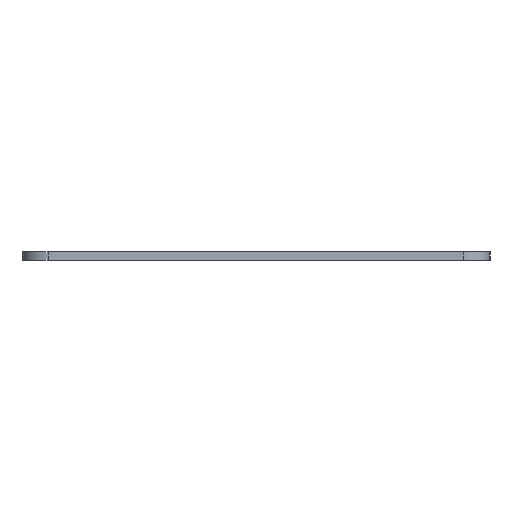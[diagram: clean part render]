
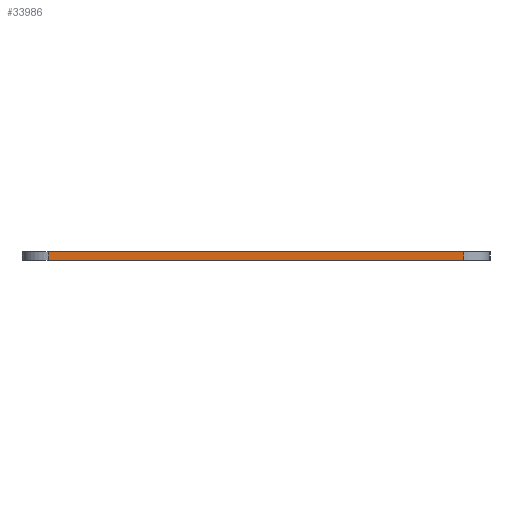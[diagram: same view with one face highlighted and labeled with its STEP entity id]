
A CAD part, left-side view. The second image highlights one B-rep face of the part: STEP entity #33986.
In plain terms, the highlighted planar face has unit normal (-1, 0, 0).
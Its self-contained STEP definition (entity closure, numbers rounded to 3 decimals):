
#84 = PLANE('',#85);
#85 = AXIS2_PLACEMENT_3D('',#86,#87,#88);
#86 = CARTESIAN_POINT('',(189.75,-51.75,1.6));
#87 = DIRECTION('',(0.,0.,1.));
#88 = DIRECTION('',(1.,0.,0.));
#139 = PLANE('',#140);
#140 = AXIS2_PLACEMENT_3D('',#141,#142,#143);
#141 = CARTESIAN_POINT('',(189.75,-51.75,0.));
#142 = DIRECTION('',(0.,0.,1.));
#143 = DIRECTION('',(1.,0.,0.));
#172 = CYLINDRICAL_SURFACE('',#173,5.);
#173 = AXIS2_PLACEMENT_3D('',#174,#175,#176);
#174 = CARTESIAN_POINT('',(16.5,-91.5,0.));
#175 = DIRECTION('',(0.,0.,-1.));
#176 = DIRECTION('',(1.,0.,0.));
#361 = VERTEX_POINT('',#362);
#362 = CARTESIAN_POINT('',(11.5,-12.,0.));
#377 = CYLINDRICAL_SURFACE('',#378,5.);
#378 = AXIS2_PLACEMENT_3D('',#379,#380,#381);
#379 = CARTESIAN_POINT('',(16.5,-12.,0.));
#380 = DIRECTION('',(0.,0.,-1.));
#381 = DIRECTION('',(1.,0.,0.));
#389 = EDGE_CURVE('',#361,#390,#392,.T.);
#390 = VERTEX_POINT('',#391);
#391 = CARTESIAN_POINT('',(11.5,-91.5,0.));
#392 = SURFACE_CURVE('',#393,(#397,#404),.PCURVE_S1.);
#393 = LINE('',#394,#395);
#394 = CARTESIAN_POINT('',(11.5,-12.,0.));
#395 = VECTOR('',#396,1.);
#396 = DIRECTION('',(0.,-1.,0.));
#397 = PCURVE('',#139,#398);
#398 = DEFINITIONAL_REPRESENTATION('',(#399),#403);
#399 = LINE('',#400,#401);
#400 = CARTESIAN_POINT('',(-178.25,39.75));
#401 = VECTOR('',#402,1.);
#402 = DIRECTION('',(0.,-1.));
#403 = ( GEOMETRIC_REPRESENTATION_CONTEXT(2) 
PARAMETRIC_REPRESENTATION_CONTEXT() REPRESENTATION_CONTEXT('2D SPACE',''
  ) );
#404 = PCURVE('',#405,#410);
#405 = PLANE('',#406);
#406 = AXIS2_PLACEMENT_3D('',#407,#408,#409);
#407 = CARTESIAN_POINT('',(11.5,-12.,0.));
#408 = DIRECTION('',(1.,0.,0.));
#409 = DIRECTION('',(0.,-1.,0.));
#410 = DEFINITIONAL_REPRESENTATION('',(#411),#415);
#411 = LINE('',#412,#413);
#412 = CARTESIAN_POINT('',(0.,0.));
#413 = VECTOR('',#414,1.);
#414 = DIRECTION('',(1.,0.));
#415 = ( GEOMETRIC_REPRESENTATION_CONTEXT(2) 
PARAMETRIC_REPRESENTATION_CONTEXT() REPRESENTATION_CONTEXT('2D SPACE',''
  ) );
#18766 = VERTEX_POINT('',#18767);
#18767 = CARTESIAN_POINT('',(11.5,-12.,1.6));
#18789 = EDGE_CURVE('',#18766,#18790,#18792,.T.);
#18790 = VERTEX_POINT('',#18791);
#18791 = CARTESIAN_POINT('',(11.5,-91.5,1.6));
#18792 = SURFACE_CURVE('',#18793,(#18797,#18804),.PCURVE_S1.);
#18793 = LINE('',#18794,#18795);
#18794 = CARTESIAN_POINT('',(11.5,-12.,1.6));
#18795 = VECTOR('',#18796,1.);
#18796 = DIRECTION('',(0.,-1.,0.));
#18797 = PCURVE('',#84,#18798);
#18798 = DEFINITIONAL_REPRESENTATION('',(#18799),#18803);
#18799 = LINE('',#18800,#18801);
#18800 = CARTESIAN_POINT('',(-178.25,39.75));
#18801 = VECTOR('',#18802,1.);
#18802 = DIRECTION('',(0.,-1.));
#18803 = ( GEOMETRIC_REPRESENTATION_CONTEXT(2) 
PARAMETRIC_REPRESENTATION_CONTEXT() REPRESENTATION_CONTEXT('2D SPACE',''
  ) );
#18804 = PCURVE('',#405,#18805);
#18805 = DEFINITIONAL_REPRESENTATION('',(#18806),#18810);
#18806 = LINE('',#18807,#18808);
#18807 = CARTESIAN_POINT('',(0.,-1.6));
#18808 = VECTOR('',#18809,1.);
#18809 = DIRECTION('',(1.,0.));
#18810 = ( GEOMETRIC_REPRESENTATION_CONTEXT(2) 
PARAMETRIC_REPRESENTATION_CONTEXT() REPRESENTATION_CONTEXT('2D SPACE',''
  ) );
#33936 = EDGE_CURVE('',#390,#18790,#33937,.T.);
#33937 = SURFACE_CURVE('',#33938,(#33942,#33949),.PCURVE_S1.);
#33938 = LINE('',#33939,#33940);
#33939 = CARTESIAN_POINT('',(11.5,-91.5,0.));
#33940 = VECTOR('',#33941,1.);
#33941 = DIRECTION('',(0.,0.,1.));
#33942 = PCURVE('',#172,#33943);
#33943 = DEFINITIONAL_REPRESENTATION('',(#33944),#33948);
#33944 = LINE('',#33945,#33946);
#33945 = CARTESIAN_POINT('',(-3.142,0.));
#33946 = VECTOR('',#33947,1.);
#33947 = DIRECTION('',(0.,-1.));
#33948 = ( GEOMETRIC_REPRESENTATION_CONTEXT(2) 
PARAMETRIC_REPRESENTATION_CONTEXT() REPRESENTATION_CONTEXT('2D SPACE',''
  ) );
#33949 = PCURVE('',#405,#33950);
#33950 = DEFINITIONAL_REPRESENTATION('',(#33951),#33955);
#33951 = LINE('',#33952,#33953);
#33952 = CARTESIAN_POINT('',(79.5,0.));
#33953 = VECTOR('',#33954,1.);
#33954 = DIRECTION('',(0.,-1.));
#33955 = ( GEOMETRIC_REPRESENTATION_CONTEXT(2) 
PARAMETRIC_REPRESENTATION_CONTEXT() REPRESENTATION_CONTEXT('2D SPACE',''
  ) );
#33986 = ADVANCED_FACE('',(#33987),#405,.F.);
#33987 = FACE_BOUND('',#33988,.F.);
#33988 = EDGE_LOOP('',(#33989,#34010,#34011,#34012));
#33989 = ORIENTED_EDGE('',*,*,#33990,.T.);
#33990 = EDGE_CURVE('',#361,#18766,#33991,.T.);
#33991 = SURFACE_CURVE('',#33992,(#33996,#34003),.PCURVE_S1.);
#33992 = LINE('',#33993,#33994);
#33993 = CARTESIAN_POINT('',(11.5,-12.,0.));
#33994 = VECTOR('',#33995,1.);
#33995 = DIRECTION('',(0.,0.,1.));
#33996 = PCURVE('',#405,#33997);
#33997 = DEFINITIONAL_REPRESENTATION('',(#33998),#34002);
#33998 = LINE('',#33999,#34000);
#33999 = CARTESIAN_POINT('',(0.,0.));
#34000 = VECTOR('',#34001,1.);
#34001 = DIRECTION('',(0.,-1.));
#34002 = ( GEOMETRIC_REPRESENTATION_CONTEXT(2) 
PARAMETRIC_REPRESENTATION_CONTEXT() REPRESENTATION_CONTEXT('2D SPACE',''
  ) );
#34003 = PCURVE('',#377,#34004);
#34004 = DEFINITIONAL_REPRESENTATION('',(#34005),#34009);
#34005 = LINE('',#34006,#34007);
#34006 = CARTESIAN_POINT('',(-3.142,0.));
#34007 = VECTOR('',#34008,1.);
#34008 = DIRECTION('',(0.,-1.));
#34009 = ( GEOMETRIC_REPRESENTATION_CONTEXT(2) 
PARAMETRIC_REPRESENTATION_CONTEXT() REPRESENTATION_CONTEXT('2D SPACE',''
  ) );
#34010 = ORIENTED_EDGE('',*,*,#18789,.T.);
#34011 = ORIENTED_EDGE('',*,*,#33936,.F.);
#34012 = ORIENTED_EDGE('',*,*,#389,.F.);
